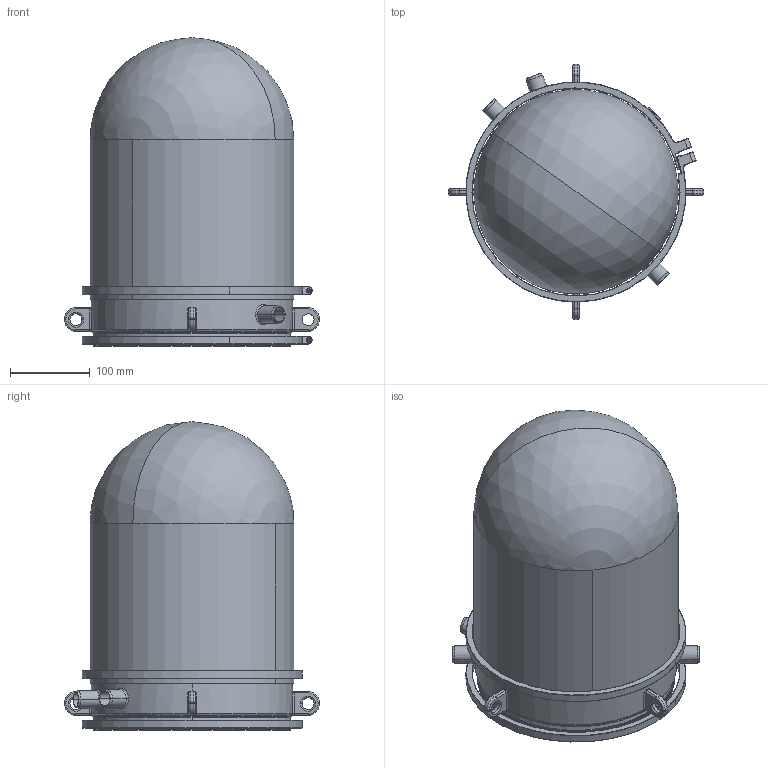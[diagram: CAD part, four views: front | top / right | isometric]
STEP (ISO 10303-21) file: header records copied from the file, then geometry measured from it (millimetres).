
FILE_DESCRIPTION (( 'STEP AP214' ), '1' );
FILE_NAME ('4675F.STEP', '2020-04-01T08:50:31', ( '.' ), ( '.' ), 'SwSTEP 2.0', 'SolidWorks 2001039', '' );
FILE_SCHEMA (( 'AUTOMOTIVE_DESIGN' ));
Length unit declared in the file: millimetre
Products named in the file (4): 5; 6; 7; 8
Assembly tree (4 placements, depth 2):
  5
    8  x2
    7
    6
Bounding box: 320 x 320 x 386.89 mm (x, y, z)
Volume: 1328716.3 mm3; surface area: 740809.9 mm2
Topology: 4 solids, 4 shells, 615 faces, 1449 edges, 827 vertices
Faces by surface type: torus 222, cylinder 217, plane 75, bspline 45, cone 40, sphere 16
Entity records: 86175 total; most frequent: CARTESIAN_POINT 74316, DIRECTION 2598, ORIENTED_EDGE 2314, EDGE_CURVE 1157, AXIS2_PLACEMENT_3D 1141, VERTEX_POINT 676, CIRCLE 676, EDGE_LOOP 533
